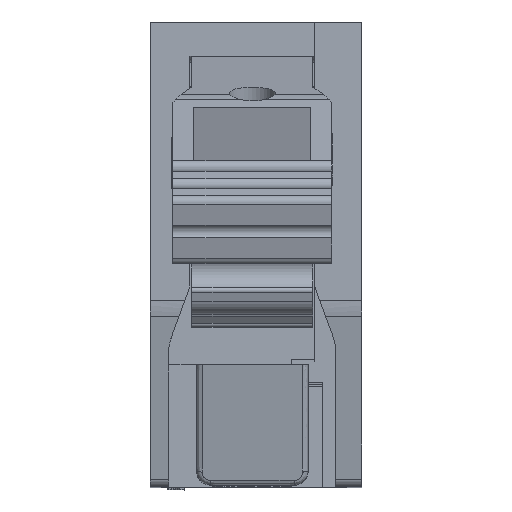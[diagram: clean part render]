
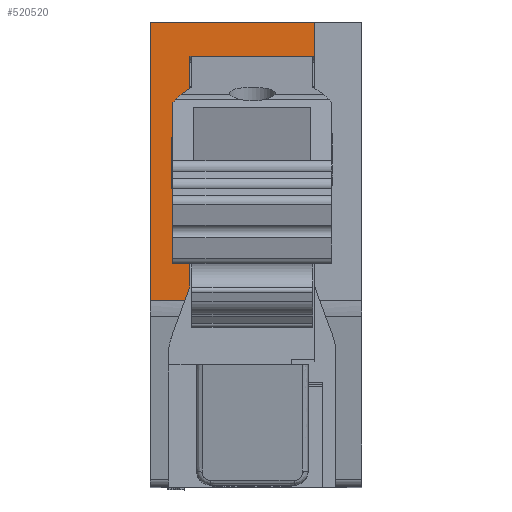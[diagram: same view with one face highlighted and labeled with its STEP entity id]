
A CAD part, top view. The second image highlights one B-rep face of the part: STEP entity #520520.
In plain terms, the highlighted face is planar.
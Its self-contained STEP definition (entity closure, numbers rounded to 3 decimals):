
#224730=CARTESIAN_POINT('',(4.39,36.616,
-14.25));
#224740=VERTEX_POINT('',#224730);
#224770=CARTESIAN_POINT('',(28.89,36.616,
-14.25));
#224780=DIRECTION('',(-1.,0.,0.));
#224790=VECTOR('',#224780,1.);
#224800=LINE('',#224770,#224790);
#224810=CARTESIAN_POINT('',(19.352,36.616,
-14.25));
#224820=VERTEX_POINT('',#224810);
#224830=EDGE_CURVE('',#224820,#224740,#224800,.T.);
#409530=CARTESIAN_POINT('',(6.225,36.616,
-23.1));
#409540=VERTEX_POINT('',#409530);
#409570=CARTESIAN_POINT('',(26.894,36.616,
-23.1));
#409580=DIRECTION('',(-1.,0.,0.));
#409590=VECTOR('',#409580,1.);
#409600=LINE('',#409570,#409590);
#409610=CARTESIAN_POINT('',(4.39,36.616,
-23.1));
#409620=VERTEX_POINT('',#409610);
#409630=EDGE_CURVE('',#409540,#409620,#409600,.T.);
#465610=CARTESIAN_POINT('',(6.225,36.616,
-16.4));
#465620=VERTEX_POINT('',#465610);
#465770=CARTESIAN_POINT('',(18.413,36.616,
-16.4));
#465780=VERTEX_POINT('',#465770);
#465810=CARTESIAN_POINT('',(26.894,36.616,
-16.4));
#465820=DIRECTION('',(-1.,0.,0.));
#465830=VECTOR('',#465820,1.);
#465840=LINE('',#465810,#465830);
#465850=EDGE_CURVE('',#465780,#465620,#465840,.T.);
#497290=CARTESIAN_POINT('',(6.225,36.616,
1.424));
#497300=DIRECTION('',(0.,0.,-1.));
#497310=VECTOR('',#497300,1.);
#497320=LINE('',#497290,#497310);
#497330=EDGE_CURVE('',#465620,#409540,#497320,.T.);
#519990=CARTESIAN_POINT('',(4.39,36.616,
1.424));
#520000=DIRECTION('',(0.,0.,-1.));
#520010=VECTOR('',#520000,1.);
#520020=LINE('',#519990,#520010);
#520030=EDGE_CURVE('',#224740,#409620,#520020,.T.);
#520170=CARTESIAN_POINT('',(13.903,36.616,
-15.55));
#520180=DIRECTION('',(0.,-1.,0.));
#520190=DIRECTION('',(0.,0.,-1.));
#520200=AXIS2_PLACEMENT_3D('',#520170,#520180,#520190);
#520210=PLANE('',#520200);
#520220=CARTESIAN_POINT('',(18.413,36.616,
-15.4));
#520230=DIRECTION('',(0.,-1.,0.));
#520240=DIRECTION('',(-1.,0.,0.));
#520250=AXIS2_PLACEMENT_3D('',#520220,#520230,#520240);
#520260=CIRCLE('',#520250,1.);
#520270=CARTESIAN_POINT('',(18.755,36.616,
-16.34));
#520280=VERTEX_POINT('',#520270);
#520290=EDGE_CURVE('',#465780,#520280,#520260,.T.);
#520300=ORIENTED_EDGE('',*,*,#520290,.F.);
#520310=CARTESIAN_POINT('',(26.894,36.616,
-13.377));
#520320=DIRECTION('',(-0.94,0.,
-0.342));
#520330=VECTOR('',#520320,1.);
#520340=LINE('',#520310,#520330);
#520350=CARTESIAN_POINT('',(19.352,36.616,
-16.122));
#520360=VERTEX_POINT('',#520350);
#520370=EDGE_CURVE('',#520360,#520280,#520340,.T.);
#520380=ORIENTED_EDGE('',*,*,#520370,.T.);
#520390=CARTESIAN_POINT('',(19.352,36.616,
6.024));
#520400=DIRECTION('',(0.,0.,1.));
#520410=VECTOR('',#520400,1.);
#520420=LINE('',#520390,#520410);
#520430=EDGE_CURVE('',#520360,#224820,#520420,.T.);
#520440=ORIENTED_EDGE('',*,*,#520430,.F.);
#520450=ORIENTED_EDGE('',*,*,#224830,.F.);
#520460=ORIENTED_EDGE('',*,*,#520030,.F.);
#520470=ORIENTED_EDGE('',*,*,#409630,.T.);
#520480=ORIENTED_EDGE('',*,*,#497330,.T.);
#520490=ORIENTED_EDGE('',*,*,#465850,.T.);
#520500=EDGE_LOOP('',(#520490,#520480,#520470,#520460,#520450,#520440,
#520380,#520300));
#520510=FACE_OUTER_BOUND('',#520500,.T.);
#520520=ADVANCED_FACE('',(#520510),#520210,.F.);
